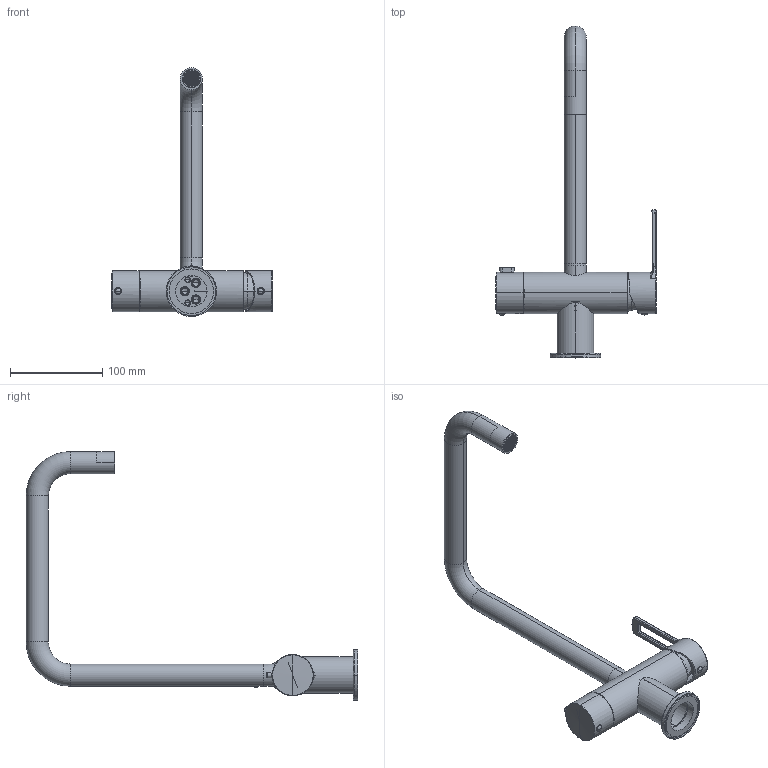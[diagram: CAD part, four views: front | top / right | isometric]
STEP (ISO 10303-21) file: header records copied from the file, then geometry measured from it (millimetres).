
FILE_DESCRIPTION((''),'2;1');
FILE_NAME('RIN984CR','2022-09-20T11:35:21',('stefano.gianpani'),('PAFFONI SpA'),'CREO PARAMETRIC BY PTC INC, 2021404','CREO PARAMETRIC BY PTC INC, 2021404','');
FILE_SCHEMA(('CONFIG_CONTROL_DESIGN','SHAPE_APPEARANCE_LAYERS_GROUPS'));
Length unit declared in the file: millimetre
Products named in the file (1): RIN984CR
Bounding box: 173.82 x 358.91 x 269.35 mm (x, y, z)
Volume: 228824.2 mm3; surface area: 154669.8 mm2
Topology: 4 solids, 4 shells, 2145 faces, 6087 edges, 3909 vertices
Faces by surface type: plane 1622, cylinder 245, cone 151, torus 64, bspline 35, sphere 28
Entity records: 91614 total; most frequent: CARTESIAN_POINT 18649, ORIENTED_EDGE 12086, DIRECTION 11698, EDGE_CURVE 6043, VECTOR 4064, LINE 4064, VERTEX_POINT 3909, AXIS2_PLACEMENT_3D 3817
